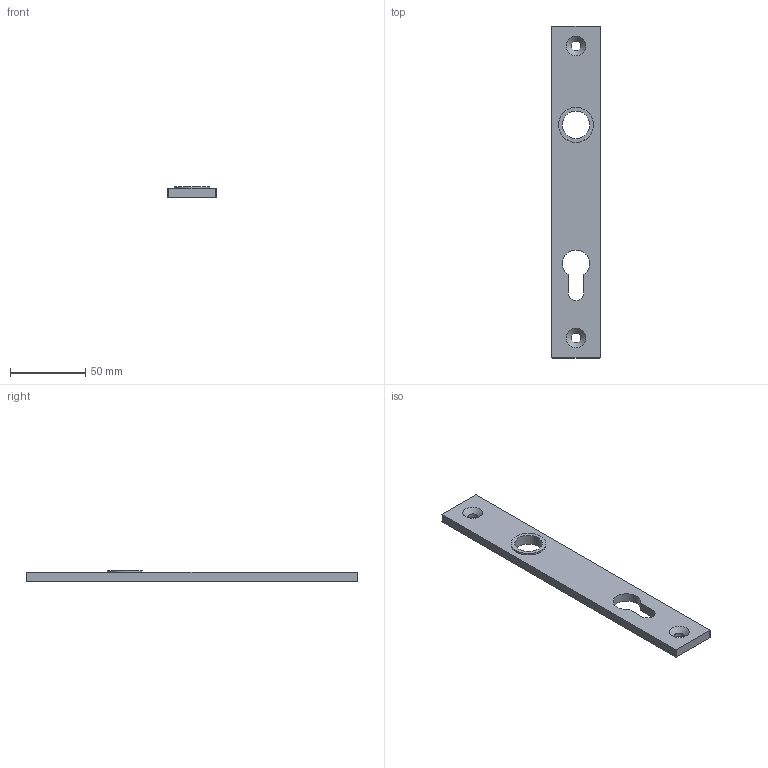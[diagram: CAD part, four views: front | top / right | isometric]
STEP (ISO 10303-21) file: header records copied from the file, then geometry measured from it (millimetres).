
FILE_DESCRIPTION (( 'STEP AP203' ), '1' );
FILE_NAME ('10691.step', '2019-11-08T12:08:56', ( '' ), ( '' ), 'SwSTEP 2.0', 'SolidWorks 2015', '' );
FILE_SCHEMA (( 'CONFIG_CONTROL_DESIGN' ));
Length unit declared in the file: millimetre
Products named in the file (5): 1069X Teil2; 1069X Teil1; 1069X Teil2_1069X Teil2; 1069X Teil1_10691 Teil1; 10691
Assembly tree (2 placements, depth 2):
  1069X Teil2
  1069X Teil1
  10691
    1069X Teil1_10691 Teil1
    1069X Teil2_1069X Teil2
Bounding box: 32 x 220 x 7.2 mm (x, y, z)
Volume: 37596.5 mm3; surface area: 17800.4 mm2
Topology: 2 solids, 2 shells, 240 faces, 626 edges, 410 vertices
Faces by surface type: plane 122, bspline 75, cylinder 31, cone 12
Full cylindrical faces by diameter (mm): 6.5 x2, 18.3 x1, 20 x1, 23.2 x1
Entity records: 11732 total; most frequent: CARTESIAN_POINT 5882, ORIENTED_EDGE 1238, DIRECTION 865, EDGE_CURVE 619, VERTEX_POINT 410, LINE 375, VECTOR 375, EDGE_LOOP 277
